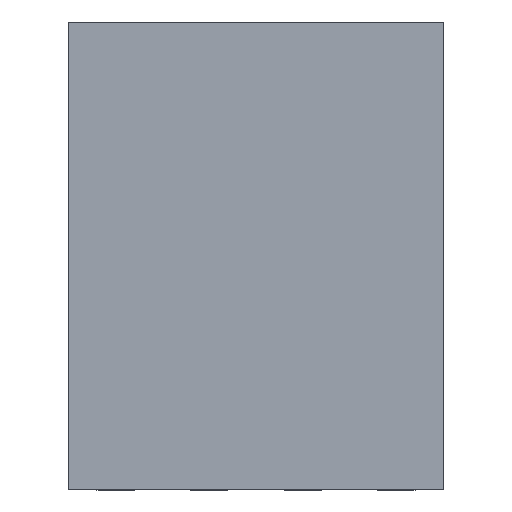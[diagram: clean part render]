
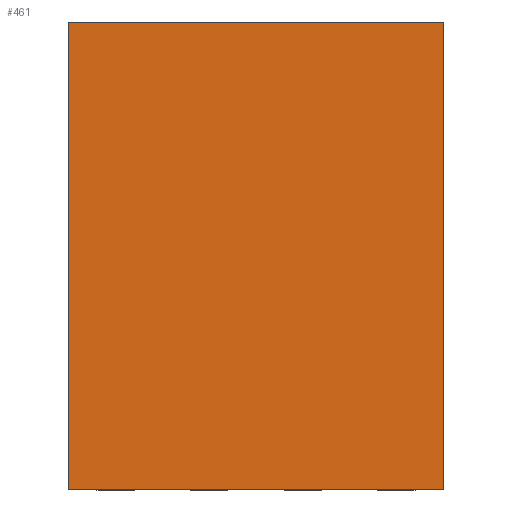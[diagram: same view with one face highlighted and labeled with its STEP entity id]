
A CAD part, top view. The second image highlights one B-rep face of the part: STEP entity #461.
In plain terms, the highlighted face is planar.
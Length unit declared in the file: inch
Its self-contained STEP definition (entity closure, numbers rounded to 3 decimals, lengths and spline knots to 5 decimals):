
#88 = VERTEX_POINT ( 'NONE', #1577 ) ;
#267 = VECTOR ( 'NONE', #919, 39.37008 ) ;
#391 = AXIS2_PLACEMENT_3D ( 'NONE', #3074, #3056, #2436 ) ;
#461 = ADVANCED_FACE ( 'NONE', ( #794 ), #3382, .T. ) ;
#542 = ORIENTED_EDGE ( 'NONE', *, *, #2755, .T. ) ;
#661 = DIRECTION ( 'NONE',  ( -1., 0., 0. ) ) ;
#794 = FACE_OUTER_BOUND ( 'NONE', #1391, .T. ) ;
#919 = DIRECTION ( 'NONE',  ( 1., 0., 0. ) ) ;
#951 = CARTESIAN_POINT ( 'NONE',  ( 0.03937, 0.03839, 0.04921 ) ) ;
#974 = LINE ( 'NONE', #951, #1893 ) ;
#1176 = EDGE_CURVE ( 'NONE', #1558, #4228, #1658, .T. ) ;
#1280 = DIRECTION ( 'NONE',  ( 0., 0., -1. ) ) ;
#1335 = CARTESIAN_POINT ( 'NONE',  ( 0.03937, 0.03839, -0.04921 ) ) ;
#1391 = EDGE_LOOP ( 'NONE', ( #3842, #3969, #542, #3407 ) ) ;
#1558 = VERTEX_POINT ( 'NONE', #3071 ) ;
#1577 = CARTESIAN_POINT ( 'NONE',  ( -0.03937, 0.03839, 0.04921 ) ) ;
#1606 = CARTESIAN_POINT ( 'NONE',  ( -0.03937, 0.03839, -0.04921 ) ) ;
#1658 = LINE ( 'NONE', #1335, #4232 ) ;
#1826 = LINE ( 'NONE', #3130, #267 ) ;
#1893 = VECTOR ( 'NONE', #1280, 39.37008 ) ;
#1937 = CARTESIAN_POINT ( 'NONE',  ( 0.03937, 0.03839, 0.04921 ) ) ;
#2166 = LINE ( 'NONE', #3441, #3487 ) ;
#2349 = EDGE_CURVE ( 'NONE', #2373, #1558, #974, .T. ) ;
#2373 = VERTEX_POINT ( 'NONE', #1937 ) ;
#2436 = DIRECTION ( 'NONE',  ( 1., 0., 0. ) ) ;
#2755 = EDGE_CURVE ( 'NONE', #4228, #88, #2166, .T. ) ;
#2777 = EDGE_CURVE ( 'NONE', #88, #2373, #1826, .T. ) ;
#3056 = DIRECTION ( 'NONE',  ( 0., 1., 0. ) ) ;
#3071 = CARTESIAN_POINT ( 'NONE',  ( 0.03937, 0.03839, -0.04921 ) ) ;
#3074 = CARTESIAN_POINT ( 'NONE',  ( 0., 0.03839, 0. ) ) ;
#3130 = CARTESIAN_POINT ( 'NONE',  ( -0.03937, 0.03839, 0.04921 ) ) ;
#3382 = PLANE ( 'NONE',  #391 ) ;
#3407 = ORIENTED_EDGE ( 'NONE', *, *, #2777, .T. ) ;
#3441 = CARTESIAN_POINT ( 'NONE',  ( -0.03937, 0.03839, -0.04921 ) ) ;
#3487 = VECTOR ( 'NONE', #4184, 39.37008 ) ;
#3842 = ORIENTED_EDGE ( 'NONE', *, *, #2349, .T. ) ;
#3969 = ORIENTED_EDGE ( 'NONE', *, *, #1176, .T. ) ;
#4184 = DIRECTION ( 'NONE',  ( 0., 0., 1. ) ) ;
#4228 = VERTEX_POINT ( 'NONE', #1606 ) ;
#4232 = VECTOR ( 'NONE', #661, 39.37008 ) ;
